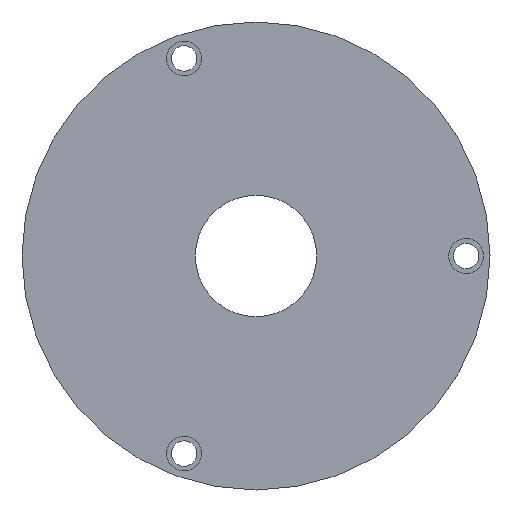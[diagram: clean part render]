
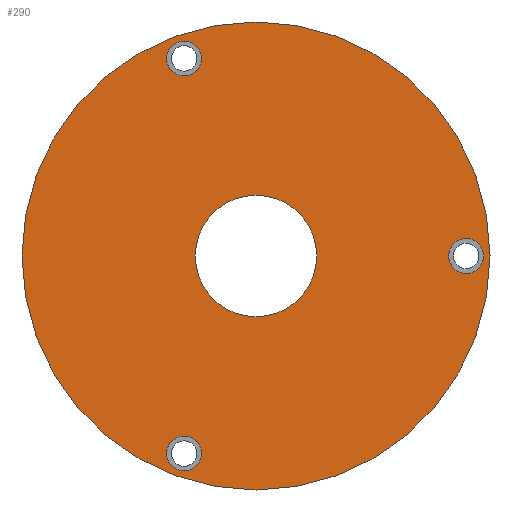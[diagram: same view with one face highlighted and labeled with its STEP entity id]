
A CAD part, front view. The second image highlights one B-rep face of the part: STEP entity #290.
In plain terms, the highlighted planar face has unit normal (0, -1, 0).
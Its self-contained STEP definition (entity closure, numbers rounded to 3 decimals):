
#7 = EDGE_CURVE ( 'NONE', #309, #397, #8, .T. ) ;
#8 = CIRCLE ( 'NONE', #302, 2.2 ) ;
#17 = CARTESIAN_POINT ( 'NONE',  ( 0., 0., 7.65 ) ) ;
#27 = CARTESIAN_POINT ( 'NONE',  ( 0., 0., 0. ) ) ;
#37 = CARTESIAN_POINT ( 'NONE',  ( -9.064, 0., -27.102 ) ) ;
#43 = CIRCLE ( 'NONE', #531, 7.65 ) ;
#56 = DIRECTION ( 'NONE',  ( 0., 0., 1. ) ) ;
#77 = DIRECTION ( 'NONE',  ( 0., 0., -1. ) ) ;
#78 = CARTESIAN_POINT ( 'NONE',  ( -9.064, 0., -22.702 ) ) ;
#98 = CARTESIAN_POINT ( 'NONE',  ( -9.064, 0., 24.902 ) ) ;
#99 = ORIENTED_EDGE ( 'NONE', *, *, #7, .F. ) ;
#129 = VERTEX_POINT ( 'NONE', #17 ) ;
#131 = CIRCLE ( 'NONE', #715, 29.5 ) ;
#135 = EDGE_CURVE ( 'NONE', #346, #558, #673, .T. ) ;
#144 = CIRCLE ( 'NONE', #507, 2.2 ) ;
#145 = EDGE_CURVE ( 'NONE', #469, #629, #144, .T. ) ;
#165 = DIRECTION ( 'NONE',  ( 0., 0., -1. ) ) ;
#166 = FACE_BOUND ( 'NONE', #394, .T. ) ;
#172 = CIRCLE ( 'NONE', #464, 2.2 ) ;
#177 = EDGE_LOOP ( 'NONE', ( #410, #272 ) ) ;
#183 = AXIS2_PLACEMENT_3D ( 'NONE', #365, #583, #695 ) ;
#195 = DIRECTION ( 'NONE',  ( 0., 1., 0. ) ) ;
#196 = VERTEX_POINT ( 'NONE', #352 ) ;
#198 = CARTESIAN_POINT ( 'NONE',  ( -9.064, 0., -24.902 ) ) ;
#213 = CARTESIAN_POINT ( 'NONE',  ( 26.5, 0., 2.2 ) ) ;
#218 = EDGE_LOOP ( 'NONE', ( #458, #553 ) ) ;
#233 = AXIS2_PLACEMENT_3D ( 'NONE', #27, #460, #724 ) ;
#235 = ORIENTED_EDGE ( 'NONE', *, *, #284, .F. ) ;
#236 = FACE_BOUND ( 'NONE', #296, .T. ) ;
#237 = EDGE_CURVE ( 'NONE', #613, #196, #131, .T. ) ;
#247 = DIRECTION ( 'NONE',  ( 0., 0., -1. ) ) ;
#266 = DIRECTION ( 'NONE',  ( 0., -1., 0. ) ) ;
#272 = ORIENTED_EDGE ( 'NONE', *, *, #546, .F. ) ;
#284 = EDGE_CURVE ( 'NONE', #558, #346, #373, .T. ) ;
#288 = ORIENTED_EDGE ( 'NONE', *, *, #135, .F. ) ;
#289 = FACE_BOUND ( 'NONE', #177, .T. ) ;
#290 = ADVANCED_FACE ( 'NONE', ( #166, #524, #289, #699, #236 ), #647, .F. ) ;
#291 = ORIENTED_EDGE ( 'NONE', *, *, #709, .T. ) ;
#296 = EDGE_LOOP ( 'NONE', ( #291, #725 ) ) ;
#302 = AXIS2_PLACEMENT_3D ( 'NONE', #589, #575, #165 ) ;
#309 = VERTEX_POINT ( 'NONE', #591 ) ;
#328 = DIRECTION ( 'NONE',  ( 0., -1., 0. ) ) ;
#339 = CIRCLE ( 'NONE', #364, 29.5 ) ;
#346 = VERTEX_POINT ( 'NONE', #403 ) ;
#352 = CARTESIAN_POINT ( 'NONE',  ( 0., 0., 29.5 ) ) ;
#364 = AXIS2_PLACEMENT_3D ( 'NONE', #453, #195, #672 ) ;
#365 = CARTESIAN_POINT ( 'NONE',  ( 26.5, 0., 0. ) ) ;
#373 = CIRCLE ( 'NONE', #183, 2.2 ) ;
#387 = ORIENTED_EDGE ( 'NONE', *, *, #736, .F. ) ;
#388 = AXIS2_PLACEMENT_3D ( 'NONE', #478, #494, #77 ) ;
#394 = EDGE_LOOP ( 'NONE', ( #387, #99 ) ) ;
#395 = CARTESIAN_POINT ( 'NONE',  ( -9.064, 0., 22.702 ) ) ;
#397 = VERTEX_POINT ( 'NONE', #395 ) ;
#403 = CARTESIAN_POINT ( 'NONE',  ( 26.5, 0., -2.2 ) ) ;
#410 = ORIENTED_EDGE ( 'NONE', *, *, #145, .F. ) ;
#420 = CARTESIAN_POINT ( 'NONE',  ( 0., 0., 0. ) ) ;
#452 = EDGE_CURVE ( 'NONE', #129, #632, #43, .T. ) ;
#453 = CARTESIAN_POINT ( 'NONE',  ( 0., 0., 0. ) ) ;
#458 = ORIENTED_EDGE ( 'NONE', *, *, #237, .F. ) ;
#460 = DIRECTION ( 'NONE',  ( 0., 1., 0. ) ) ;
#464 = AXIS2_PLACEMENT_3D ( 'NONE', #198, #328, #510 ) ;
#469 = VERTEX_POINT ( 'NONE', #37 ) ;
#478 = CARTESIAN_POINT ( 'NONE',  ( 26.5, 0., 0. ) ) ;
#481 = CARTESIAN_POINT ( 'NONE',  ( 0., 0., 0. ) ) ;
#486 = CARTESIAN_POINT ( 'NONE',  ( 0., 0., -7.65 ) ) ;
#494 = DIRECTION ( 'NONE',  ( 0., -1., 0. ) ) ;
#505 = DIRECTION ( 'NONE',  ( 0., 0., -1. ) ) ;
#507 = AXIS2_PLACEMENT_3D ( 'NONE', #555, #600, #247 ) ;
#510 = DIRECTION ( 'NONE',  ( 0., 0., -1. ) ) ;
#513 = DIRECTION ( 'NONE',  ( 0., 1., 0. ) ) ;
#514 = EDGE_CURVE ( 'NONE', #196, #613, #339, .T. ) ;
#524 = FACE_BOUND ( 'NONE', #680, .T. ) ;
#531 = AXIS2_PLACEMENT_3D ( 'NONE', #607, #513, #670 ) ;
#536 = DIRECTION ( 'NONE',  ( 0., 1., 0. ) ) ;
#540 = AXIS2_PLACEMENT_3D ( 'NONE', #420, #579, #56 ) ;
#546 = EDGE_CURVE ( 'NONE', #629, #469, #172, .T. ) ;
#547 = CARTESIAN_POINT ( 'NONE',  ( 0., 0., -29.5 ) ) ;
#553 = ORIENTED_EDGE ( 'NONE', *, *, #514, .F. ) ;
#555 = CARTESIAN_POINT ( 'NONE',  ( -9.064, 0., -24.902 ) ) ;
#556 = CIRCLE ( 'NONE', #748, 2.2 ) ;
#558 = VERTEX_POINT ( 'NONE', #213 ) ;
#575 = DIRECTION ( 'NONE',  ( 0., -1., 0. ) ) ;
#577 = CIRCLE ( 'NONE', #233, 7.65 ) ;
#579 = DIRECTION ( 'NONE',  ( 0., 1., 0. ) ) ;
#583 = DIRECTION ( 'NONE',  ( 0., -1., 0. ) ) ;
#589 = CARTESIAN_POINT ( 'NONE',  ( -9.064, 0., 24.902 ) ) ;
#591 = CARTESIAN_POINT ( 'NONE',  ( -9.064, 0., 27.102 ) ) ;
#600 = DIRECTION ( 'NONE',  ( 0., -1., 0. ) ) ;
#607 = CARTESIAN_POINT ( 'NONE',  ( 0., 0., 0. ) ) ;
#613 = VERTEX_POINT ( 'NONE', #547 ) ;
#629 = VERTEX_POINT ( 'NONE', #78 ) ;
#632 = VERTEX_POINT ( 'NONE', #486 ) ;
#647 = PLANE ( 'NONE',  #540 ) ;
#670 = DIRECTION ( 'NONE',  ( 0., 0., 1. ) ) ;
#672 = DIRECTION ( 'NONE',  ( 0., 0., 1. ) ) ;
#673 = CIRCLE ( 'NONE', #388, 2.2 ) ;
#680 = EDGE_LOOP ( 'NONE', ( #288, #235 ) ) ;
#692 = DIRECTION ( 'NONE',  ( 0., 0., 1. ) ) ;
#695 = DIRECTION ( 'NONE',  ( 0., 0., -1. ) ) ;
#699 = FACE_OUTER_BOUND ( 'NONE', #218, .T. ) ;
#709 = EDGE_CURVE ( 'NONE', #632, #129, #577, .T. ) ;
#715 = AXIS2_PLACEMENT_3D ( 'NONE', #481, #536, #692 ) ;
#724 = DIRECTION ( 'NONE',  ( 0., 0., 1. ) ) ;
#725 = ORIENTED_EDGE ( 'NONE', *, *, #452, .T. ) ;
#736 = EDGE_CURVE ( 'NONE', #397, #309, #556, .T. ) ;
#748 = AXIS2_PLACEMENT_3D ( 'NONE', #98, #266, #505 ) ;
